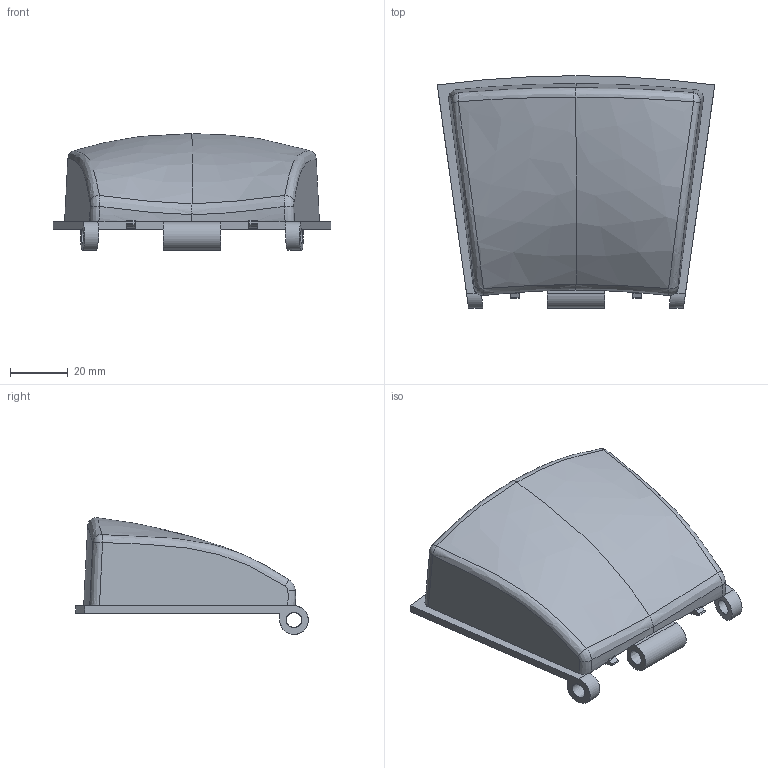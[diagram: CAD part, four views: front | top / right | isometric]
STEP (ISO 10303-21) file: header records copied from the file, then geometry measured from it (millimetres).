
FILE_DESCRIPTION(/* description */ (''),/* implementation_level */ '2;1');
FILE_NAME(/* name */ 'MaimaiButton v3.step',/* time_stamp */ '2024-10-21T19:36:10-04:00',/* author */ (''),/* organization */ (''),/* preprocessor_version */ 'ST-DEVELOPER v20',/* originating_system */ 'Autodesk Translation Framework v13.20.0.188',/* authorisation */ '');
FILE_SCHEMA (('AUTOMOTIVE_DESIGN { 1 0 10303 214 3 1 1 }'));
Length unit declared in the file: millimetre
Products named in the file (1): 外壳
Bounding box: 96.26 x 80.65 x 40.47 mm (x, y, z)
Volume: 31730.2 mm3; surface area: 27975 mm2
Topology: 1 solids, 1 shells, 102 faces, 297 edges, 195 vertices
Faces by surface type: plane 42, bspline 35, cylinder 23, sphere 2
Entity records: 10939 total; most frequent: CARTESIAN_POINT 8460, ORIENTED_EDGE 590, DIRECTION 408, EDGE_CURVE 295, VERTEX_POINT 195, AXIS2_PLACEMENT_3D 158, B_SPLINE_CURVE_WITH_KNOTS 113, EDGE_LOOP 108
